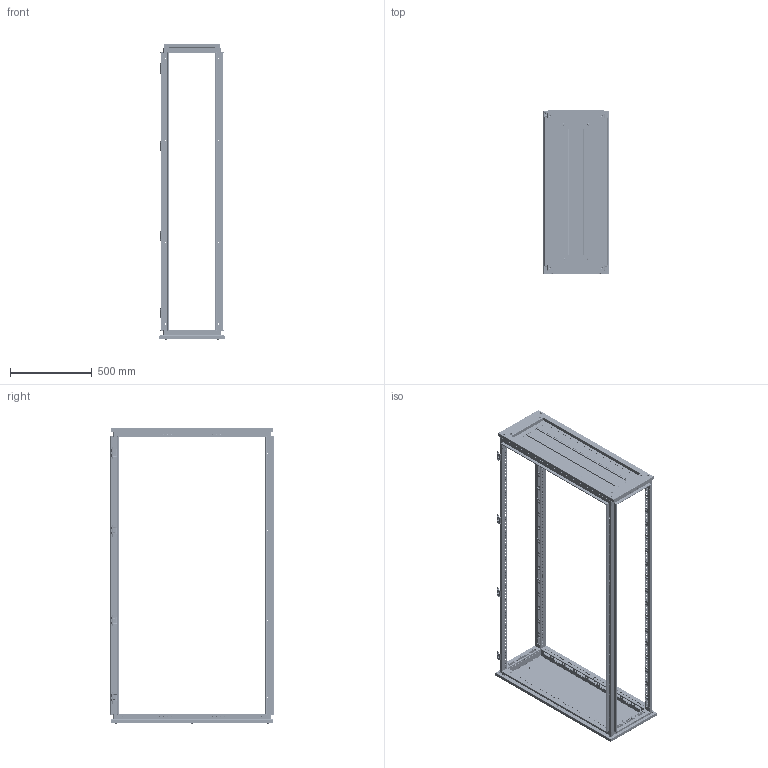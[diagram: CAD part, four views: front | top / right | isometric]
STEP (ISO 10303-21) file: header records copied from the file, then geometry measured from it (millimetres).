
FILE_DESCRIPTION (( 'STEP AP203' ), '1' );
FILE_NAME ('R5KTB104+R5KMDR18.step', '2011-02-16T14:56:13', ( 'User' ), ( 'DKC' ), 'SwSTEP 2.0', 'SolidWorks 2010', '' );
FILE_SCHEMA (( 'CONFIG_CONTROL_DESIGN' ));
Products named in the file (23): R5KTB104+R5KMDR18; Assem base_KTB104; Lamiera trasversale per fondo da_1000; Lamiera laterale per fondo da_400; Fondo per quadro da_1000x95; Traversa inferiore tenuta fondo_400; Capscrew with recessed hexahedron M6 x 10_ISO 4762 M6 x 10 --- 10S; Acc00c561_Default; Assem roof_KTB104; sealant for base_1000x400; Traversa laterale per quadro prof_400; Traversa frontale per quadro largh._1000; AC00C469S_Default; AC00C469D_Default; Sviluppo tetto da_1000x400; Button head screw with recessed hexahedron M12 x 20 _ISO 7380 - M12 x 20 --- 20S; Flange nut M6_ISO 7044-M6-S; Pan Head Cross Recess Screw M6x35_ISO 7045 - M6 x 35 - Z --- 35S; land; end-cap; Montante per quadro_1800; cerniera DAE_Default; AC00C254_Default
Assembly tree (68 placements, depth 3):
  R5KTB104+R5KMDR18
    AC00C254_Default  x4
    Assem base_KTB104
      Fondo per quadro da_1000x95  x3
      Acc00c561_Default  x6
      Lamiera trasversale per fondo da_1000  x2
      Capscrew with recessed hexahedron M6 x 10_ISO 4762 M6 x 10 --- 10S  x4
      Lamiera laterale per fondo da_400  x2
      Flange nut M6_ISO 7044-M6-S  x4
      AC00C469S_Default  x2
      AC00C469D_Default  x2
      Traversa laterale per quadro prof_400  x2
      Traversa inferiore tenuta fondo_400  x2
      Traversa frontale per quadro largh._1000  x2
      sealant for base_1000x400
    cerniera DAE_Default  x4
    Montante per quadro_1800  x4
    Assem roof_KTB104
      Pan Head Cross Recess Screw M6x35_ISO 7045 - M6 x 35 - Z --- 35S  x2
      AC00C469S_Default  x2
      Flange nut M6_ISO 7044-M6-S  x2
      AC00C469D_Default  x2
      Traversa frontale per quadro largh._1000  x2
      land  x2
      end-cap  x2
      sealant for base_1000x400
      Button head screw with recessed hexahedron M12 x 20 _ISO 7380 - M12 x 20 --- 20S  x4
      Traversa laterale per quadro prof_400  x2
      Sviluppo tetto da_1000x400
Bounding box: 399 x 1000.5 x 1814.1 mm (x, y, z)
Volume: 5495962.7 mm3; surface area: 6714162.2 mm2
Topology: 68 solids, 68 shells, 13762 faces, 37290 edges, 23898 vertices
Faces by surface type: plane 6900, cylinder 4132, cone 1704, bspline 714, torus 212, sphere 100
Entity records: 139452 total; most frequent: CARTESIAN_POINT 36566, ORIENTED_EDGE 21228, DIRECTION 19888, EDGE_CURVE 10614, VERTEX_POINT 6813, AXIS2_PLACEMENT_3D 6750, LINE 6388, VECTOR 6388
